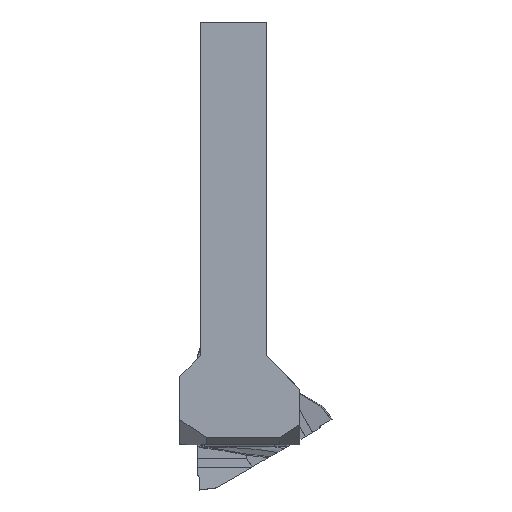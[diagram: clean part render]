
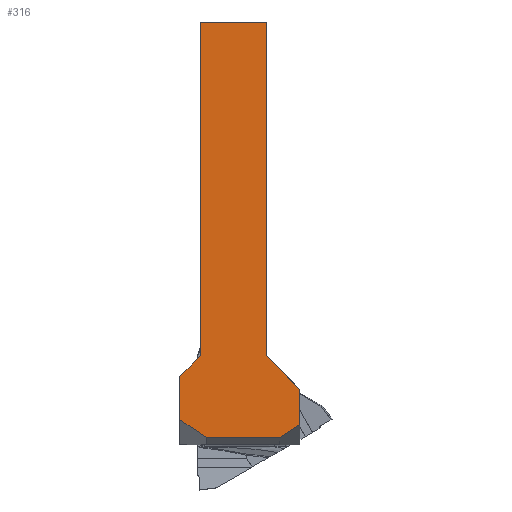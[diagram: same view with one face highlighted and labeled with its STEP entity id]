
A CAD part, left-side view. The second image highlights one B-rep face of the part: STEP entity #316.
In plain terms, the highlighted planar face has unit normal (-1, -0.004, 0).
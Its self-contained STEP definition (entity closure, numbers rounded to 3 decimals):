
#316=ADVANCED_FACE('LEFT_HEAD_PLANE',(#492),#434,.F.);
#434=PLANE('',#2247);
#492=FACE_OUTER_BOUND('',#611,.T.);
#611=EDGE_LOOP('',(#742,#743,#744,#745,#746,#747,#748,#749,#750,#751));
#742=ORIENTED_EDGE('',*,*,#1540,.T.);
#743=ORIENTED_EDGE('',*,*,#1541,.T.);
#744=ORIENTED_EDGE('',*,*,#1542,.F.);
#745=ORIENTED_EDGE('',*,*,#1543,.F.);
#746=ORIENTED_EDGE('',*,*,#1544,.T.);
#747=ORIENTED_EDGE('',*,*,#1545,.T.);
#748=ORIENTED_EDGE('',*,*,#1546,.T.);
#749=ORIENTED_EDGE('',*,*,#1547,.T.);
#750=ORIENTED_EDGE('',*,*,#1548,.T.);
#751=ORIENTED_EDGE('',*,*,#1549,.T.);
#1346=VERTEX_POINT('',#3032);
#1347=VERTEX_POINT('',#3033);
#1348=VERTEX_POINT('',#3035);
#1349=VERTEX_POINT('',#3037);
#1350=VERTEX_POINT('',#3039);
#1351=VERTEX_POINT('',#3041);
#1352=VERTEX_POINT('',#3043);
#1353=VERTEX_POINT('',#3045);
#1354=VERTEX_POINT('',#3047);
#1355=VERTEX_POINT('',#3049);
#1540=EDGE_CURVE('',#1346,#1347,#1844,.T.);
#1541=EDGE_CURVE('',#1347,#1348,#1845,.T.);
#1542=EDGE_CURVE('',#1349,#1348,#1846,.T.);
#1543=EDGE_CURVE('',#1350,#1349,#1847,.T.);
#1544=EDGE_CURVE('',#1350,#1351,#1848,.T.);
#1545=EDGE_CURVE('',#1351,#1352,#1849,.T.);
#1546=EDGE_CURVE('',#1352,#1353,#1850,.T.);
#1547=EDGE_CURVE('',#1353,#1354,#1851,.T.);
#1548=EDGE_CURVE('',#1354,#1355,#1852,.T.);
#1549=EDGE_CURVE('',#1355,#1346,#1853,.T.);
#1844=LINE('',#3031,#2004);
#1845=LINE('',#3034,#2005);
#1846=LINE('',#3036,#2006);
#1847=LINE('',#3038,#2007);
#1848=LINE('',#3040,#2008);
#1849=LINE('',#3042,#2009);
#1850=LINE('',#3044,#2010);
#1851=LINE('',#3046,#2011);
#1852=LINE('',#3048,#2012);
#1853=LINE('',#3050,#2013);
#2004=VECTOR('',#2468,1.);
#2005=VECTOR('',#2469,1.);
#2006=VECTOR('',#2470,1.);
#2007=VECTOR('',#2471,1.);
#2008=VECTOR('',#2472,1.);
#2009=VECTOR('',#2473,1.);
#2010=VECTOR('',#2474,1.);
#2011=VECTOR('',#2475,1.);
#2012=VECTOR('',#2476,1.);
#2013=VECTOR('',#2477,1.);
#2247=AXIS2_PLACEMENT_3D('',#3051,#2478,#2479);
#2468=DIRECTION('',(0.004,-0.833,0.553));
#2469=DIRECTION('',(0.,0.,1.));
#2470=DIRECTION('',(0.003,-0.707,-0.707));
#2471=DIRECTION('',(0.,0.,-1.));
#2472=DIRECTION('',(-0.004,1.,0.));
#2473=DIRECTION('',(0.,0.,-1.));
#2474=DIRECTION('',(-0.003,0.707,-0.707));
#2475=DIRECTION('',(0.,0.,-1.));
#2476=DIRECTION('',(0.004,-0.831,-0.556));
#2477=DIRECTION('',(0.004,-1.,-0.003));
#2478=DIRECTION('',(1.,0.004,0.));
#2479=DIRECTION('',(0.004,-1.,0.));
#3031=CARTESIAN_POINT('',(-9.84,-9.594,-57.226));
#3032=CARTESIAN_POINT('',(-9.873,-2.,-62.269));
#3033=CARTESIAN_POINT('',(-9.86,-5.,-60.277));
#3034=CARTESIAN_POINT('',(-9.86,-5.,-70.));
#3035=CARTESIAN_POINT('',(-9.86,-5.,-55.));
#3036=CARTESIAN_POINT('',(-9.882,-0.044,-50.044));
#3037=CARTESIAN_POINT('',(-9.882,0.,-50.));
#3038=CARTESIAN_POINT('',(-9.882,0.,0.));
#3039=CARTESIAN_POINT('',(-9.882,0.,0.));
#3040=CARTESIAN_POINT('',(-9.938,12.93,0.));
#3041=CARTESIAN_POINT('',(-9.925,9.925,0.));
#3042=CARTESIAN_POINT('',(-9.925,9.925,0.));
#3043=CARTESIAN_POINT('',(-9.925,9.925,-50.));
#3044=CARTESIAN_POINT('',(-9.925,9.881,-49.956));
#3045=CARTESIAN_POINT('',(-9.938,13.,-53.075));
#3046=CARTESIAN_POINT('',(-9.938,13.,-70.));
#3047=CARTESIAN_POINT('',(-9.938,13.,-59.565));
#3048=CARTESIAN_POINT('',(-9.993,25.542,-51.172));
#3049=CARTESIAN_POINT('',(-9.921,9.,-62.242));
#3050=CARTESIAN_POINT('',(-9.925,10.012,-62.239));
#3051=CARTESIAN_POINT('',(-9.925,9.925,-27.835));
